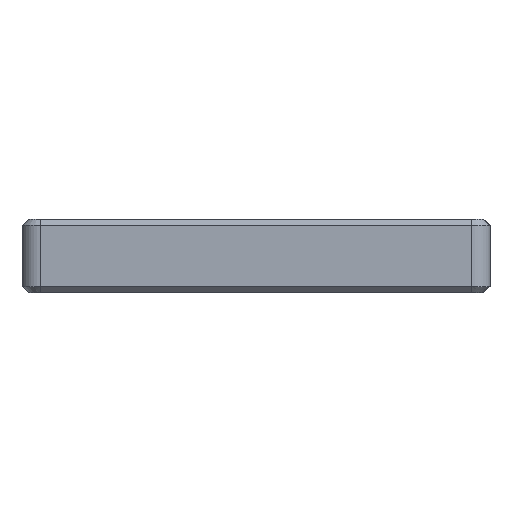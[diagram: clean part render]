
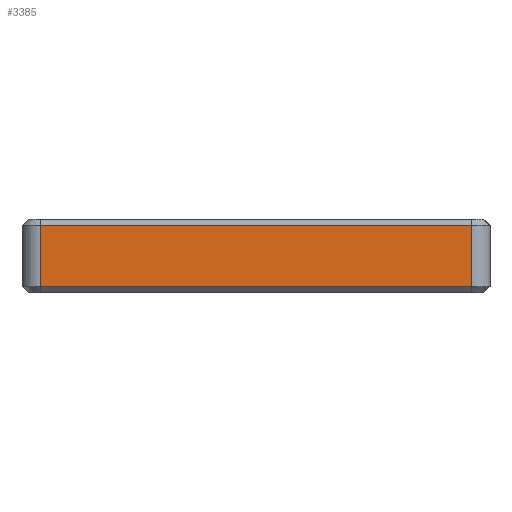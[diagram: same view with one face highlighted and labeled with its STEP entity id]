
A CAD part, left-side view. The second image highlights one B-rep face of the part: STEP entity #3385.
In plain terms, the highlighted planar face has unit normal (-1, 0, 0).
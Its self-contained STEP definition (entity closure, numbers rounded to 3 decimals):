
#338=FACE_OUTER_BOUND('',#528,.T.);
#528=EDGE_LOOP('',(#2318,#2319,#2320,#2321));
#746=LINE('',#4366,#1077);
#760=LINE('',#4403,#1091);
#761=LINE('',#4407,#1092);
#762=LINE('',#4408,#1093);
#1077=VECTOR('',#3772,10.);
#1091=VECTOR('',#3806,10.);
#1092=VECTOR('',#3811,10.);
#1093=VECTOR('',#3812,10.);
#1402=VERTEX_POINT('',#4356);
#1404=VERTEX_POINT('',#4362);
#1418=VERTEX_POINT('',#4402);
#1419=VERTEX_POINT('',#4406);
#1754=EDGE_CURVE('',#1402,#1404,#746,.T.);
#1772=EDGE_CURVE('',#1404,#1418,#760,.T.);
#1774=EDGE_CURVE('',#1419,#1402,#761,.T.);
#1775=EDGE_CURVE('',#1418,#1419,#762,.T.);
#2318=ORIENTED_EDGE('',*,*,#1754,.F.);
#2319=ORIENTED_EDGE('',*,*,#1774,.F.);
#2320=ORIENTED_EDGE('',*,*,#1775,.F.);
#2321=ORIENTED_EDGE('',*,*,#1772,.F.);
#3286=PLANE('',#3602);
#3385=ADVANCED_FACE('',(#338),#3286,.T.);
#3602=AXIS2_PLACEMENT_3D('',#4405,#3809,#3810);
#3772=DIRECTION('',(0.,-1.,0.));
#3806=DIRECTION('',(0.,0.,-1.));
#3809=DIRECTION('center_axis',(-1.,0.,0.));
#3810=DIRECTION('ref_axis',(0.,-1.,0.));
#3811=DIRECTION('',(0.,0.,1.));
#3812=DIRECTION('',(0.,1.,0.));
#4356=CARTESIAN_POINT('',(0.,-1.5,5.5));
#4362=CARTESIAN_POINT('',(0.,-36.5,5.5));
#4366=CARTESIAN_POINT('',(0.,-9.5,5.5));
#4402=CARTESIAN_POINT('',(0.,-36.5,0.5));
#4403=CARTESIAN_POINT('',(0.,-36.5,0.));
#4405=CARTESIAN_POINT('Origin',(0.,0.,0.));
#4406=CARTESIAN_POINT('',(0.,-1.5,0.5));
#4407=CARTESIAN_POINT('',(0.,-1.5,0.));
#4408=CARTESIAN_POINT('',(0.,-12.369,0.5));
